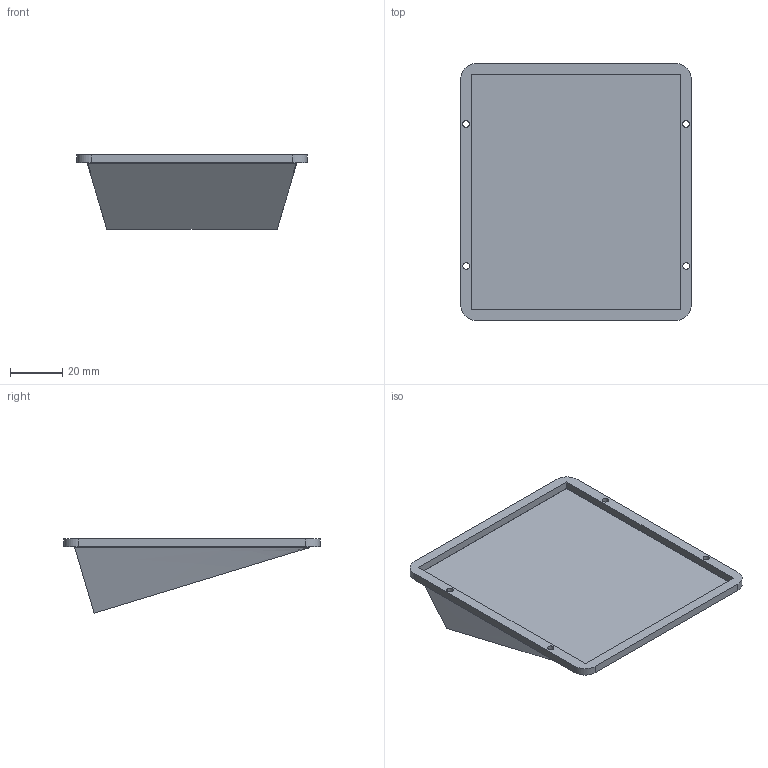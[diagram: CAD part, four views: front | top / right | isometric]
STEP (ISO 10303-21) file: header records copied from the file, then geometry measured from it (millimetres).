
FILE_DESCRIPTION(('HOOPS Exchange Step'),'2;1');
FILE_NAME('temp_export','2025-02-15T12:21:35-05:00',('tejkunchala'),('Shapr3D Limited'),'HOOPS Exchange 2024.8','Shapr3D','Authorized');
FILE_SCHEMA( ('AP242_MANAGED_MODEL_BASED_3D_ENGINEERING_MIM_LF {1 0 10303 442 1 1 4}') );
Length unit declared in the file: millimetre
Products named in the file (2): shapr3d_export_2025-02-11_20h51m.step; root
Assembly tree (1 placements, depth 2):
  root
    shapr3d_export_2025-02-11_20h51m.step
Bounding box: 88 x 98 x 28.38 mm (x, y, z)
Volume: 90531.4 mm3; surface area: 22739.8 mm2
Topology: 2 solids, 2 shells, 125 faces, 332 edges, 222 vertices
Faces by surface type: plane 90, bspline 27, cylinder 8
Full cylindrical faces by diameter (mm): 2.5 x4
Entity records: 4641 total; most frequent: CARTESIAN_POINT 1605, ORIENTED_EDGE 664, DIRECTION 504, EDGE_CURVE 332, VECTOR 260, LINE 260, VERTEX_POINT 222, EDGE_LOOP 146
